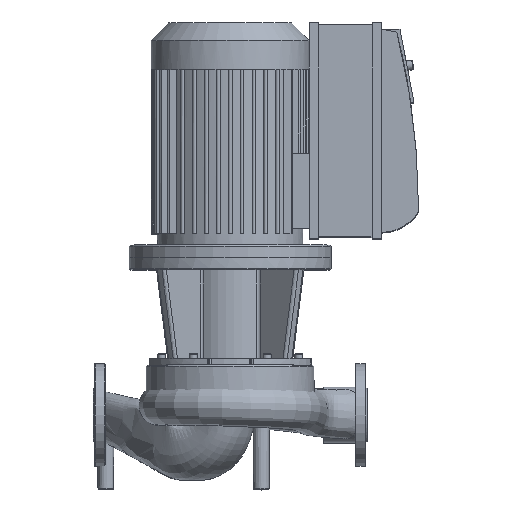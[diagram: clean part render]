
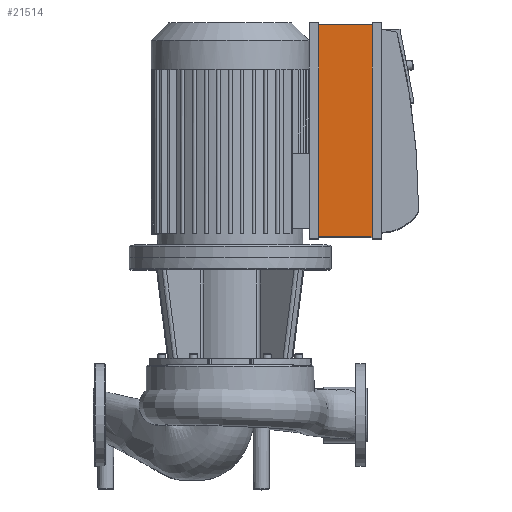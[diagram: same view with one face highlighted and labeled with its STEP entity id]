
A CAD part, top view. The second image highlights one B-rep face of the part: STEP entity #21514.
In plain terms, the highlighted planar face has unit normal (0, 0, 1).
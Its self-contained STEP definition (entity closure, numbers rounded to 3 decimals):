
#2104=FACE_OUTER_BOUND($,#3576,.T.);
#3576=EDGE_LOOP($,(#19309,#19310,#19311,#19312));
#5438=LINE($,#57405,#7308);
#5440=LINE($,#57409,#7310);
#5441=LINE($,#57411,#7311);
#5442=LINE($,#57412,#7312);
#7308=VECTOR($,#29730,86.);
#7310=VECTOR($,#29734,341.);
#7311=VECTOR($,#29735,86.);
#7312=VECTOR($,#29736,341.);
#10258=VERTEX_POINT($,#57402);
#10259=VERTEX_POINT($,#57404);
#10260=VERTEX_POINT($,#57408);
#10261=VERTEX_POINT($,#57410);
#13282=EDGE_CURVE($,#10258,#10259,#5438,.T.);
#13284=EDGE_CURVE($,#10258,#10260,#5440,.T.);
#13285=EDGE_CURVE($,#10261,#10260,#5441,.T.);
#13286=EDGE_CURVE($,#10261,#10259,#5442,.T.);
#19309=ORIENTED_EDGE($,*,*,#13282,.F.);
#19310=ORIENTED_EDGE($,*,*,#13284,.T.);
#19311=ORIENTED_EDGE($,*,*,#13285,.F.);
#19312=ORIENTED_EDGE($,*,*,#13286,.T.);
#20253=PLANE($,#23669);
#21514=ADVANCED_FACE($,(#2104),#20253,.T.);
#23669=AXIS2_PLACEMENT_3D($,#57407,#29732,#29733);
#29730=DIRECTION($,(-1.,0.,0.));
#29732=DIRECTION('center_axis',(0.,0.,1.));
#29733=DIRECTION('ref_axis',(1.,0.,0.));
#29734=DIRECTION($,(0.,1.,0.));
#29735=DIRECTION($,(1.,0.,0.));
#29736=DIRECTION($,(0.,-1.,0.));
#57402=CARTESIAN_POINT('',(448.,286.,337.));
#57404=CARTESIAN_POINT('',(362.,286.,337.));
#57405=CARTESIAN_POINT($,(426.5,286.,337.));
#57407=CARTESIAN_POINT('Origin',(405.,456.5,337.));
#57408=CARTESIAN_POINT('',(448.,627.,337.));
#57409=CARTESIAN_POINT($,(448.,286.,337.));
#57410=CARTESIAN_POINT('',(362.,627.,337.));
#57411=CARTESIAN_POINT($,(383.5,627.,337.));
#57412=CARTESIAN_POINT($,(362.,627.,337.));
